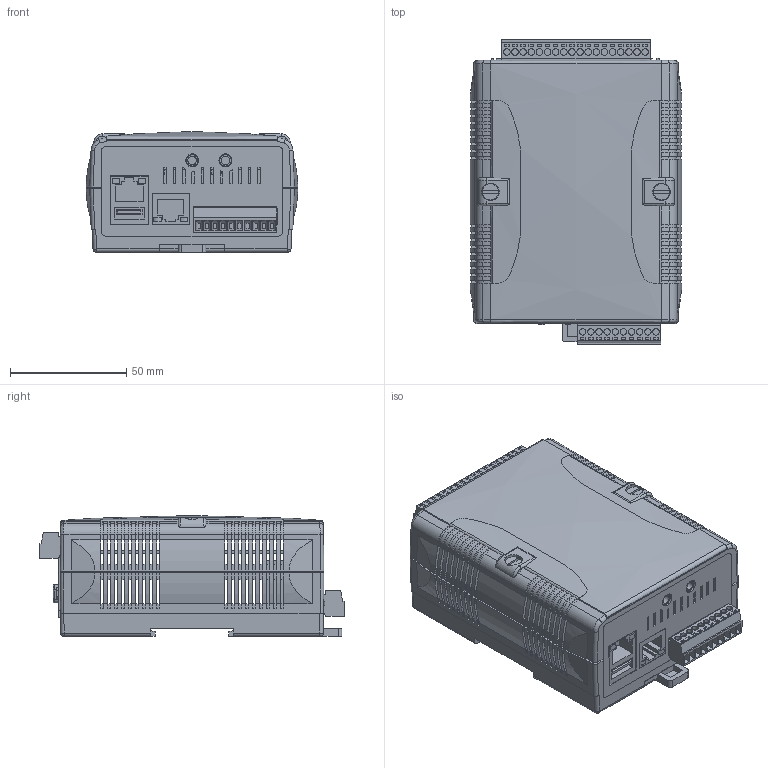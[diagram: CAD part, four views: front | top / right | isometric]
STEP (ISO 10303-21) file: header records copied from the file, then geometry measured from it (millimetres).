
FILE_DESCRIPTION (( 'STEP AP203' ), '1' );
FILE_NAME ('WP-5141-OD with XW-board.STEP', '2020-04-09T07:37:51', ( 'Windows 使用者' ), ( '' ), 'SwSTEP 2.0', 'SolidWorks 2019', '' );
FILE_SCHEMA (( 'CONFIG_CONTROL_DESIGN' ));
Length unit declared in the file: millimetre
Products named in the file (35): MC420-35018; 7000-02ds.sldasm-Part-13-3; 7000-02ds.sldasm-Part-19-3; 7000-02ds.sldasm-Part-15-3; 7000-02ds.sldasm-Part-25-3; XW-Board_PCB; 接頭_黑; USB mini type; 箭頭SW_0-F; LP-5301UP; ME030-35018; 7000-02ds.sldasm-Part-5-3; 7000-02ds.sldasm-Part-8-3; 7000-02ds.sldasm-Part-4-3; 7000-02ds.sldasm-Part-2-3; SD座; 7000-02ds.sldasm-Part-18-3; LAN_USB; 7000-02ds.sldasm-Part-6-3; 7000-02ds.sldasm-Part-24-3; WP-5141_面板02; MC420-350_10; 7000-02ds.sldasm-Part-26-3; MC420-35018_90; WP-5141-OD_面板01; RJ4501x1_02; 7000-02ds.sldasm-Part-9-3; WP-5141-OD with XW-board; 7000-02ds.sldasm-Part-27-3; 7000-02ds.sldasm-Part-10-3; ME030-35010; 7000-02ds.sldasm-Part-1-3; 7000-02ds.sldasm-Part-21-3
Assembly tree (35 placements, depth 4):
  WP-5141-OD with XW-board
    7000-02ds.sldasm-Part-2-3
    7000-02ds.sldasm-Part-4-3
    7000-02ds.sldasm-Part-8-3
    7000-02ds.sldasm-Part-1-3
    7000-02ds.sldasm-Part-5-3
    7000-02ds.sldasm-Part-6-3
    7000-02ds.sldasm-Part-9-3
    7000-02ds.sldasm-Part-10-3
    7000-02ds.sldasm-Part-13-3
    7000-02ds.sldasm-Part-15-3
    WP-5141_面板02
    7000-02ds.sldasm-Part-18-3
    7000-02ds.sldasm-Part-19-3
    7000-02ds.sldasm-Part-21-3
    WP-5141-OD_面板01
    7000-02ds.sldasm-Part-24-3
    7000-02ds.sldasm-Part-25-3
    7000-02ds.sldasm-Part-26-3
    7000-02ds.sldasm-Part-27-3
    SD座
    USB mini type
    箭頭SW_0-F
    LAN_USB
    ME030-35010
    MC420-350_10
    RJ4501x1_02
    XW-Board_PCB
      XW-Board_PCB
      MC420-35018_90
        ME030-35018
        MC420-35018
    LP-5301UP
      LP-5301UP
      接頭_黑  x2
Bounding box: 91 x 131.14 x 52 mm (x, y, z)
Volume: 143369.9 mm3; surface area: 179066.5 mm2
Topology: 34 solids, 34 shells, 4831 faces, 13153 edges, 8538 vertices
Faces by surface type: plane 3474, cylinder 1246, bspline 76, sphere 23, torus 12
Entity records: 179013 total; most frequent: CARTESIAN_POINT 55113, ORIENTED_EDGE 26218, DIRECTION 22817, EDGE_CURVE 13109, VECTOR 10023, LINE 10023, VERTEX_POINT 8512, AXIS2_PLACEMENT_3D 6397
